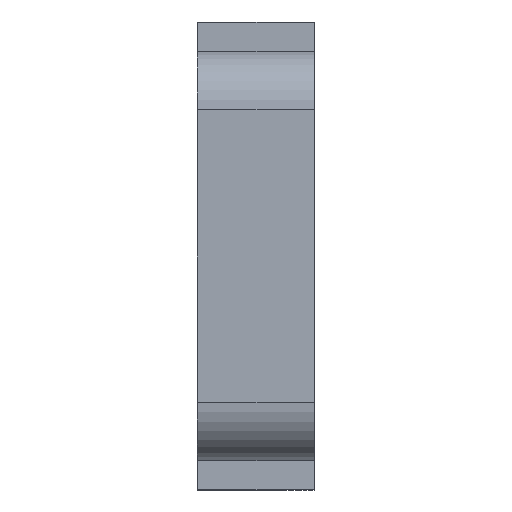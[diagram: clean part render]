
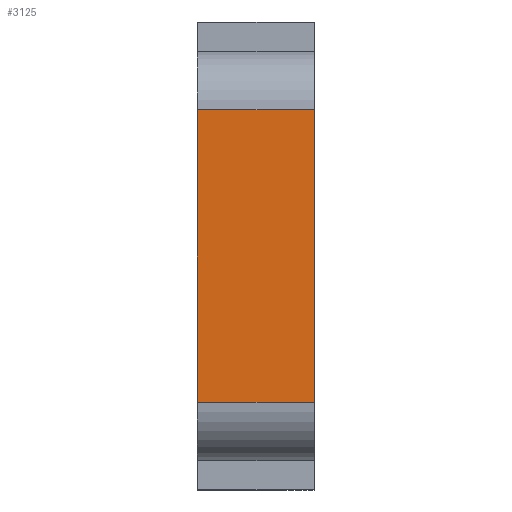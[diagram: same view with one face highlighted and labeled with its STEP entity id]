
A CAD part, left-side view. The second image highlights one B-rep face of the part: STEP entity #3125.
In plain terms, the highlighted planar face has unit normal (-1, 0, 0).
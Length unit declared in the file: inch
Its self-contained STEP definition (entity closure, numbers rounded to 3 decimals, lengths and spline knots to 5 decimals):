
#231 = DIRECTION ( 'NONE',  ( 0., 0., -1. ) ) ;
#259 = CARTESIAN_POINT ( 'NONE',  ( -7.34587, 0., 0. ) ) ;
#837 = VERTEX_POINT ( 'NONE', #11441 ) ;
#1114 = CARTESIAN_POINT ( 'NONE',  ( -7.34587, 0., 0.25 ) ) ;
#1327 = EDGE_CURVE ( 'NONE', #837, #3189, #3548, .T. ) ;
#1438 = VECTOR ( 'NONE', #3137, 39.37008 ) ;
#1734 = CARTESIAN_POINT ( 'NONE',  ( -7.34587, 0., 1.5 ) ) ;
#1739 = ORIENTED_EDGE ( 'NONE', *, *, #1327, .T. ) ;
#1908 = VERTEX_POINT ( 'NONE', #2115 ) ;
#2059 = DIRECTION ( 'NONE',  ( 1., 0., 0. ) ) ;
#2100 = LINE ( 'NONE', #5740, #9375 ) ;
#2115 = CARTESIAN_POINT ( 'NONE',  ( -7.34587, 0.5, 0.25 ) ) ;
#2564 = EDGE_CURVE ( 'NONE', #3189, #1908, #2100, .T. ) ;
#3125 = ADVANCED_FACE ( 'NONE', ( #6458 ), #4645, .F. ) ;
#3137 = DIRECTION ( 'NONE',  ( 0., 0., -1. ) ) ;
#3189 = VERTEX_POINT ( 'NONE', #6342 ) ;
#3548 = LINE ( 'NONE', #1734, #6122 ) ;
#4089 = EDGE_CURVE ( 'NONE', #837, #5438, #8314, .T. ) ;
#4367 = ORIENTED_EDGE ( 'NONE', *, *, #11154, .F. ) ;
#4645 = PLANE ( 'NONE',  #8666 ) ;
#5438 = VERTEX_POINT ( 'NONE', #6952 ) ;
#5483 = ORIENTED_EDGE ( 'NONE', *, *, #2564, .T. ) ;
#5740 = CARTESIAN_POINT ( 'NONE',  ( -7.34587, 0.5, -0.125 ) ) ;
#6122 = VECTOR ( 'NONE', #7020, 39.37008 ) ;
#6342 = CARTESIAN_POINT ( 'NONE',  ( -7.34587, 0.5, 1.5 ) ) ;
#6453 = DIRECTION ( 'NONE',  ( 0., 1., 0. ) ) ;
#6458 = FACE_OUTER_BOUND ( 'NONE', #8251, .T. ) ;
#6951 = VECTOR ( 'NONE', #6453, 39.37008 ) ;
#6952 = CARTESIAN_POINT ( 'NONE',  ( -7.34587, 0., 0.25 ) ) ;
#7020 = DIRECTION ( 'NONE',  ( 0., 1., 0. ) ) ;
#8251 = EDGE_LOOP ( 'NONE', ( #10819, #1739, #5483, #4367 ) ) ;
#8314 = LINE ( 'NONE', #259, #1438 ) ;
#8666 = AXIS2_PLACEMENT_3D ( 'NONE', #10111, #2059, #231 ) ;
#9375 = VECTOR ( 'NONE', #10315, 39.37008 ) ;
#10111 = CARTESIAN_POINT ( 'NONE',  ( -7.34587, -8.40006, -0.125 ) ) ;
#10315 = DIRECTION ( 'NONE',  ( 0., 0., -1. ) ) ;
#10819 = ORIENTED_EDGE ( 'NONE', *, *, #4089, .F. ) ;
#11154 = EDGE_CURVE ( 'NONE', #5438, #1908, #11627, .T. ) ;
#11441 = CARTESIAN_POINT ( 'NONE',  ( -7.34587, 0., 1.5 ) ) ;
#11627 = LINE ( 'NONE', #1114, #6951 ) ;
